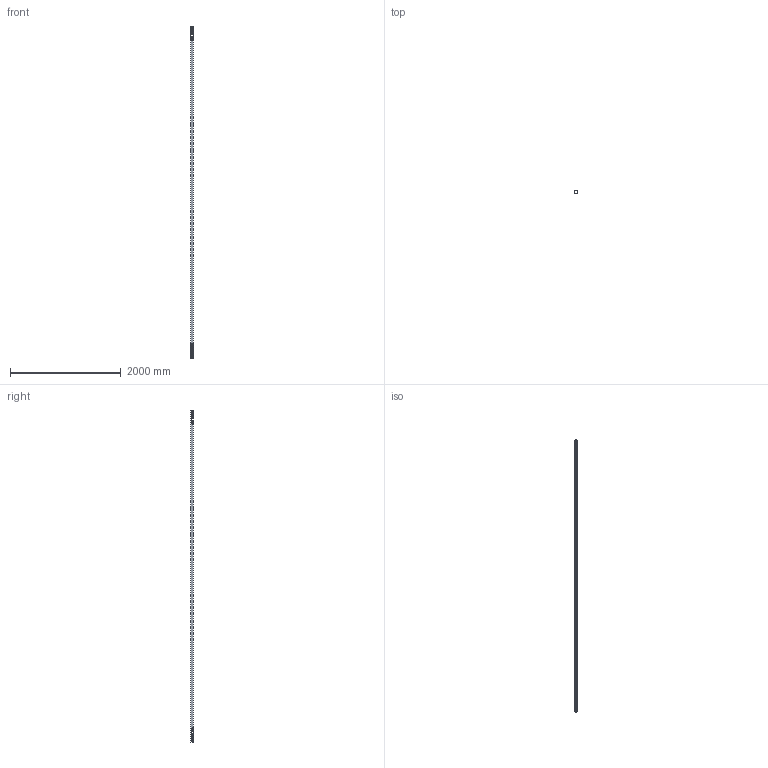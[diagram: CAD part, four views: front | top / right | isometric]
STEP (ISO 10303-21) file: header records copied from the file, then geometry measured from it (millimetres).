
FILE_DESCRIPTION(/* description */ (''),/* implementation_level */ '2;1');
FILE_NAME(/* name */ '6055005',/* time_stamp */ '2014-08-25T13:49:25+02:00',/* author */ (''),/* organization */ (''),/* preprocessor_version */ 'ST-DEVELOPER v15',/* originating_system */ '',/* authorisation */ '');
FILE_SCHEMA (('AUTOMOTIVE_DESIGN'));
Length unit declared in the file: millimetre
Products named in the file (1): Document
Bounding box: 50 x 50 x 6000 mm (x, y, z)
Volume: 1404040.1 mm3; surface area: 1901241.6 mm2
Topology: 1 solids, 1 shells, 389 faces, 1129 edges, 742 vertices
Faces by surface type: bspline 213, plane 176
Entity records: 14394 total; most frequent: CARTESIAN_POINT 7578, ORIENTED_EDGE 2258, EDGE_CURVE 1129, VERTEX_POINT 742, B_SPLINE_CURVE_WITH_KNOTS 703, EDGE_LOOP 521, ADVANCED_FACE 389, FACE_OUTER_BOUND 389
